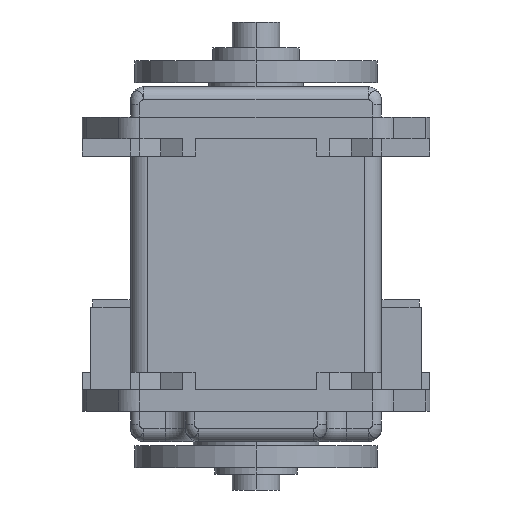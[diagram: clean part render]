
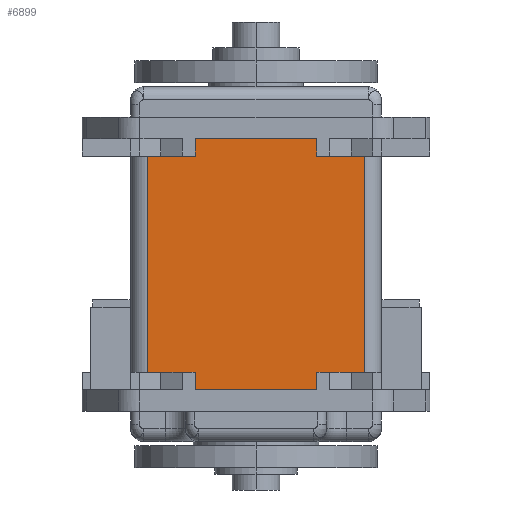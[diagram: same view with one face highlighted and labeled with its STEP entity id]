
A CAD part, front view. The second image highlights one B-rep face of the part: STEP entity #6899.
In plain terms, the highlighted planar face has unit normal (0, -1, 0).
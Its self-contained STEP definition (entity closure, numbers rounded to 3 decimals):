
#1458=DIRECTION('',(1.,0.,0.));
#1459=VECTOR('',#1458,1.4);
#1460=CARTESIAN_POINT('',(11.1,-42.5,-12.5));
#1461=LINE('',#1460,#1459);
#1462=DIRECTION('',(1.,0.,0.));
#1463=VECTOR('',#1462,0.201);
#1464=CARTESIAN_POINT('',(10.9,-42.5,-12.5));
#1465=LINE('',#1464,#1463);
#1466=DIRECTION('',(1.,0.,0.));
#1467=VECTOR('',#1466,3.875);
#1468=CARTESIAN_POINT('',(7.025,-42.5,-12.5));
#1469=LINE('',#1468,#1467);
#1470=DIRECTION('',(0.,0.,1.));
#1471=VECTOR('',#1470,2.);
#1472=CARTESIAN_POINT('',(7.025,-42.5,-14.5));
#1473=LINE('',#1472,#1471);
#1474=DIRECTION('',(1.,0.,0.));
#1475=VECTOR('',#1474,14.05);
#1476=CARTESIAN_POINT('',(-7.025,-42.5,-14.5));
#1477=LINE('',#1476,#1475);
#1478=DIRECTION('',(0.,0.,1.));
#1479=VECTOR('',#1478,2.);
#1480=CARTESIAN_POINT('',(-7.025,-42.5,-14.5));
#1481=LINE('',#1480,#1479);
#1482=DIRECTION('',(1.,0.,0.));
#1483=VECTOR('',#1482,3.875);
#1484=CARTESIAN_POINT('',(-10.9,-42.5,-12.5));
#1485=LINE('',#1484,#1483);
#1486=DIRECTION('',(1.,0.,0.));
#1487=VECTOR('',#1486,0.201);
#1488=CARTESIAN_POINT('',(-11.1,-42.5,-12.5));
#1489=LINE('',#1488,#1487);
#1490=DIRECTION('',(1.,0.,0.));
#1491=VECTOR('',#1490,1.4);
#1492=CARTESIAN_POINT('',(-12.5,-42.5,-12.5));
#1493=LINE('',#1492,#1491);
#1494=DIRECTION('',(1.,0.,0.));
#1495=VECTOR('',#1494,1.4);
#1496=CARTESIAN_POINT('',(-12.5,-42.5,12.5));
#1497=LINE('',#1496,#1495);
#1498=DIRECTION('',(1.,0.,0.));
#1499=VECTOR('',#1498,0.201);
#1500=CARTESIAN_POINT('',(-11.1,-42.5,12.5));
#1501=LINE('',#1500,#1499);
#1502=DIRECTION('',(1.,0.,0.));
#1503=VECTOR('',#1502,3.875);
#1504=CARTESIAN_POINT('',(-10.9,-42.5,12.5));
#1505=LINE('',#1504,#1503);
#1506=DIRECTION('',(0.,0.,-1.));
#1507=VECTOR('',#1506,2.);
#1508=CARTESIAN_POINT('',(-7.025,-42.5,14.5));
#1509=LINE('',#1508,#1507);
#1510=DIRECTION('',(1.,0.,0.));
#1511=VECTOR('',#1510,14.05);
#1512=CARTESIAN_POINT('',(-7.025,-42.5,14.5));
#1513=LINE('',#1512,#1511);
#1514=DIRECTION('',(0.,0.,-1.));
#1515=VECTOR('',#1514,2.);
#1516=CARTESIAN_POINT('',(7.025,-42.5,14.5));
#1517=LINE('',#1516,#1515);
#1518=DIRECTION('',(1.,0.,0.));
#1519=VECTOR('',#1518,3.875);
#1520=CARTESIAN_POINT('',(7.025,-42.5,12.5));
#1521=LINE('',#1520,#1519);
#1522=DIRECTION('',(1.,0.,0.));
#1523=VECTOR('',#1522,0.201);
#1524=CARTESIAN_POINT('',(10.9,-42.5,12.5));
#1525=LINE('',#1524,#1523);
#1526=DIRECTION('',(1.,0.,0.));
#1527=VECTOR('',#1526,1.4);
#1528=CARTESIAN_POINT('',(11.1,-42.5,12.5));
#1529=LINE('',#1528,#1527);
#1558=DIRECTION('',(0.,0.,-1.));
#1559=VECTOR('',#1558,25.);
#1560=CARTESIAN_POINT('',(12.5,-42.5,12.5));
#1561=LINE('',#1560,#1559);
#3388=DIRECTION('',(0.,0.,-1.));
#3389=VECTOR('',#3388,25.);
#3390=CARTESIAN_POINT('',(-12.5,-42.5,12.5));
#3391=LINE('',#3390,#3389);
#3808=CARTESIAN_POINT('',(7.025,-42.5,14.5));
#3809=CARTESIAN_POINT('',(7.025,-42.5,12.5));
#3810=VERTEX_POINT('',#3808);
#3811=VERTEX_POINT('',#3809);
#3812=CARTESIAN_POINT('',(-7.025,-42.5,14.5));
#3813=CARTESIAN_POINT('',(-7.025,-42.5,12.5));
#3814=VERTEX_POINT('',#3812);
#3815=VERTEX_POINT('',#3813);
#4010=CARTESIAN_POINT('',(10.9,-42.5,12.5));
#4011=VERTEX_POINT('',#4010);
#4012=CARTESIAN_POINT('',(11.1,-42.5,12.5));
#4014=VERTEX_POINT('',#4012);
#4034=CARTESIAN_POINT('',(-11.1,-42.5,12.5));
#4035=VERTEX_POINT('',#4034);
#4036=CARTESIAN_POINT('',(-10.9,-42.5,12.5));
#4038=VERTEX_POINT('',#4036);
#4080=CARTESIAN_POINT('',(7.025,-42.5,-14.5));
#4081=CARTESIAN_POINT('',(7.025,-42.5,-12.5));
#4082=VERTEX_POINT('',#4080);
#4083=VERTEX_POINT('',#4081);
#4084=CARTESIAN_POINT('',(-7.025,-42.5,-14.5));
#4085=CARTESIAN_POINT('',(-7.025,-42.5,-12.5));
#4086=VERTEX_POINT('',#4084);
#4087=VERTEX_POINT('',#4085);
#4196=CARTESIAN_POINT('',(-11.1,-42.5,-12.5));
#4197=CARTESIAN_POINT('',(-10.9,-42.5,-12.5));
#4198=VERTEX_POINT('',#4196);
#4199=VERTEX_POINT('',#4197);
#4200=CARTESIAN_POINT('',(10.9,-42.5,-12.5));
#4201=CARTESIAN_POINT('',(11.1,-42.5,-12.5));
#4202=VERTEX_POINT('',#4200);
#4203=VERTEX_POINT('',#4201);
#4492=CARTESIAN_POINT('',(12.5,-42.5,12.5));
#4493=CARTESIAN_POINT('',(12.5,-42.5,-12.5));
#4494=VERTEX_POINT('',#4492);
#4495=VERTEX_POINT('',#4493);
#4504=CARTESIAN_POINT('',(-12.5,-42.5,12.5));
#4505=CARTESIAN_POINT('',(-12.5,-42.5,-12.5));
#4506=VERTEX_POINT('',#4504);
#4507=VERTEX_POINT('',#4505);
#6859=CARTESIAN_POINT('',(-14.5,-42.5,-20.5));
#6860=DIRECTION('',(0.,-1.,0.));
#6861=DIRECTION('',(1.,0.,0.));
#6862=AXIS2_PLACEMENT_3D('',#6859,#6860,#6861);
#6863=PLANE('',#6862);
#6865=ORIENTED_EDGE('',*,*,#6864,.T.);
#6867=ORIENTED_EDGE('',*,*,#6866,.F.);
#6869=ORIENTED_EDGE('',*,*,#6868,.F.);
#6871=ORIENTED_EDGE('',*,*,#6870,.F.);
#6873=ORIENTED_EDGE('',*,*,#6872,.F.);
#6875=ORIENTED_EDGE('',*,*,#6874,.F.);
#6877=ORIENTED_EDGE('',*,*,#6876,.T.);
#6879=ORIENTED_EDGE('',*,*,#6878,.F.);
#6881=ORIENTED_EDGE('',*,*,#6880,.F.);
#6883=ORIENTED_EDGE('',*,*,#6882,.F.);
#6885=ORIENTED_EDGE('',*,*,#6884,.F.);
#6886=ORIENTED_EDGE('',*,*,#6562,.T.);
#6887=ORIENTED_EDGE('',*,*,#6650,.T.);
#6888=ORIENTED_EDGE('',*,*,#6533,.T.);
#6890=ORIENTED_EDGE('',*,*,#6889,.F.);
#6891=ORIENTED_EDGE('',*,*,#6271,.T.);
#6893=ORIENTED_EDGE('',*,*,#6892,.T.);
#6894=ORIENTED_EDGE('',*,*,#6446,.T.);
#6895=ORIENTED_EDGE('',*,*,#6664,.T.);
#6896=ORIENTED_EDGE('',*,*,#6546,.T.);
#6897=EDGE_LOOP('',(#6865,#6867,#6869,#6871,#6873,#6875,#6877,#6879,#6881,#6883,
#6885,#6886,#6887,#6888,#6890,#6891,#6893,#6894,#6895,#6896));
#6898=FACE_OUTER_BOUND('',#6897,.F.);
#6899=ADVANCED_FACE('',(#6898),#6863,.T.);
#6271=EDGE_CURVE('',#3814,#3810,#1513,.T.);
#6446=EDGE_CURVE('',#3811,#4011,#1521,.T.);
#6533=EDGE_CURVE('',#4038,#3815,#1505,.T.);
#6546=EDGE_CURVE('',#4014,#4494,#1529,.T.);
#6562=EDGE_CURVE('',#4506,#4035,#1497,.T.);
#6650=EDGE_CURVE('',#4035,#4038,#1501,.T.);
#6664=EDGE_CURVE('',#4011,#4014,#1525,.T.);
#6864=EDGE_CURVE('',#4494,#4495,#1561,.T.);
#6866=EDGE_CURVE('',#4203,#4495,#1461,.T.);
#6868=EDGE_CURVE('',#4202,#4203,#1465,.T.);
#6870=EDGE_CURVE('',#4083,#4202,#1469,.T.);
#6872=EDGE_CURVE('',#4082,#4083,#1473,.T.);
#6874=EDGE_CURVE('',#4086,#4082,#1477,.T.);
#6876=EDGE_CURVE('',#4086,#4087,#1481,.T.);
#6878=EDGE_CURVE('',#4199,#4087,#1485,.T.);
#6880=EDGE_CURVE('',#4198,#4199,#1489,.T.);
#6882=EDGE_CURVE('',#4507,#4198,#1493,.T.);
#6884=EDGE_CURVE('',#4506,#4507,#3391,.T.);
#6889=EDGE_CURVE('',#3814,#3815,#1509,.T.);
#6892=EDGE_CURVE('',#3810,#3811,#1517,.T.);
